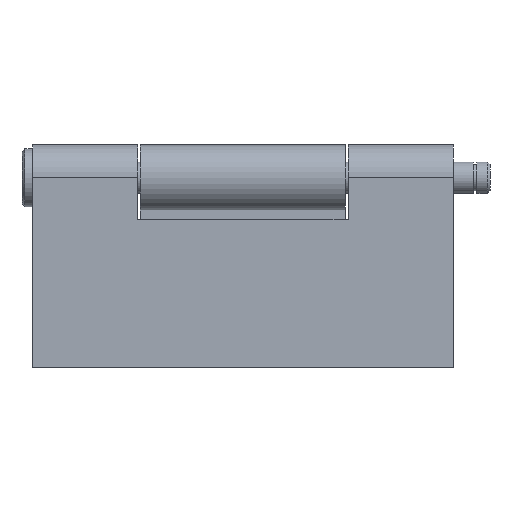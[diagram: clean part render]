
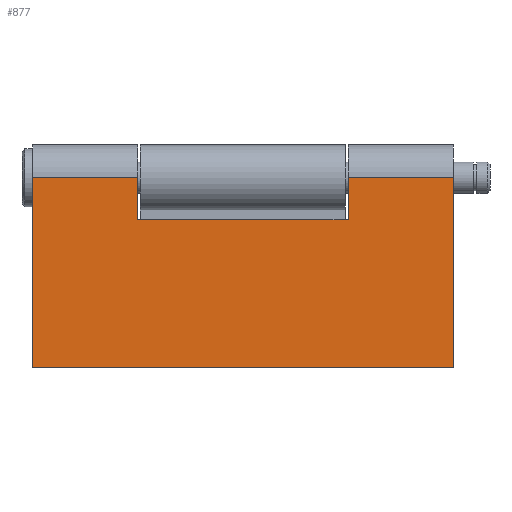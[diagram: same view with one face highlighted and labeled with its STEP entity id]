
A CAD part, left-side view. The second image highlights one B-rep face of the part: STEP entity #877.
In plain terms, the highlighted planar face has unit normal (-1, 0, 0).
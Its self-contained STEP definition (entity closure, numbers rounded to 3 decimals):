
#97 = VECTOR ( 'NONE', #2063, 1000. ) ;
#99 = EDGE_LOOP ( 'NONE', ( #323, #325, #324, #321, #322, #320, #891, #910 ) ) ;
#320 = ORIENTED_EDGE ( 'NONE', *, *, #800, .T. ) ;
#321 = ORIENTED_EDGE ( 'NONE', *, *, #757, .F. ) ;
#322 = ORIENTED_EDGE ( 'NONE', *, *, #760, .T. ) ;
#323 = ORIENTED_EDGE ( 'NONE', *, *, #753, .T. ) ;
#324 = ORIENTED_EDGE ( 'NONE', *, *, #755, .F. ) ;
#325 = ORIENTED_EDGE ( 'NONE', *, *, #814, .T. ) ;
#456 = EDGE_CURVE ( 'NONE', #2363, #2343, #1814, .T. ) ;
#465 = EDGE_CURVE ( 'NONE', #2369, #2363, #1841, .T. ) ;
#611 = AXIS2_PLACEMENT_3D ( 'NONE', #2177, #2178, #2179 ) ;
#619 = FACE_OUTER_BOUND ( 'NONE', #99, .T. ) ;
#630 = VECTOR ( 'NONE', #1253, 1000. ) ;
#634 = VECTOR ( 'NONE', #1117, 1000. ) ;
#636 = VECTOR ( 'NONE', #1124, 1000. ) ;
#637 = VECTOR ( 'NONE', #1111, 1000. ) ;
#640 = VECTOR ( 'NONE', #1133, 1000. ) ;
#753 = EDGE_CURVE ( 'NONE', #2343, #2383, #1109, .T. ) ;
#755 = EDGE_CURVE ( 'NONE', #1980, #2381, #1115, .T. ) ;
#757 = EDGE_CURVE ( 'NONE', #2002, #1980, #1122, .T. ) ;
#760 = EDGE_CURVE ( 'NONE', #2002, #2370, #1131, .T. ) ;
#800 = EDGE_CURVE ( 'NONE', #2370, #2369, #1251, .T. ) ;
#814 = EDGE_CURVE ( 'NONE', #2383, #2381, #2061, .T. ) ;
#877 = ADVANCED_FACE ( 'NONE', ( #619 ), #2176, .T. ) ;
#891 = ORIENTED_EDGE ( 'NONE', *, *, #465, .T. ) ;
#910 = ORIENTED_EDGE ( 'NONE', *, *, #456, .T. ) ;
#939 = VECTOR ( 'NONE', #1843, 1000. ) ;
#978 = VECTOR ( 'NONE', #1816, 1000. ) ;
#1109 = LINE ( 'NONE', #1110, #637 ) ;
#1110 = CARTESIAN_POINT ( 'NONE',  ( -6.25, 20., 6.25 ) ) ;
#1111 = DIRECTION ( 'NONE',  ( 0., 0., 1. ) ) ;
#1115 = LINE ( 'NONE', #1116, #634 ) ;
#1116 = CARTESIAN_POINT ( 'NONE',  ( -6.25, 40., 0. ) ) ;
#1117 = DIRECTION ( 'NONE',  ( 0., 0., 1. ) ) ;
#1122 = LINE ( 'NONE', #1123, #636 ) ;
#1123 = CARTESIAN_POINT ( 'NONE',  ( -6.25, -40., -36. ) ) ;
#1124 = DIRECTION ( 'NONE',  ( 0., 1., 0. ) ) ;
#1131 = LINE ( 'NONE', #1132, #640 ) ;
#1132 = CARTESIAN_POINT ( 'NONE',  ( -6.25, -40., 0. ) ) ;
#1133 = DIRECTION ( 'NONE',  ( 0., 0., 1. ) ) ;
#1251 = LINE ( 'NONE', #1252, #630 ) ;
#1252 = CARTESIAN_POINT ( 'NONE',  ( -6.25, -40., 0. ) ) ;
#1253 = DIRECTION ( 'NONE',  ( 0., 1., 0. ) ) ;
#1814 = LINE ( 'NONE', #1815, #978 ) ;
#1815 = CARTESIAN_POINT ( 'NONE',  ( -6.25, 20., -8. ) ) ;
#1816 = DIRECTION ( 'NONE',  ( 0., 1., 0. ) ) ;
#1841 = LINE ( 'NONE', #1842, #939 ) ;
#1842 = CARTESIAN_POINT ( 'NONE',  ( -6.25, -20., 6.25 ) ) ;
#1843 = DIRECTION ( 'NONE',  ( 0., 0., -1. ) ) ;
#1980 = VERTEX_POINT ( 'NONE', #2245 ) ;
#2002 = VERTEX_POINT ( 'NONE', #2266 ) ;
#2061 = LINE ( 'NONE', #2062, #97 ) ;
#2062 = CARTESIAN_POINT ( 'NONE',  ( -6.25, -40., 0. ) ) ;
#2063 = DIRECTION ( 'NONE',  ( 0., 1., 0. ) ) ;
#2176 = PLANE ( 'NONE',  #611 ) ;
#2177 = CARTESIAN_POINT ( 'NONE',  ( -6.25, -40., 0. ) ) ;
#2178 = DIRECTION ( 'NONE',  ( -1., 0., 0. ) ) ;
#2179 = DIRECTION ( 'NONE',  ( 0., 0., 1. ) ) ;
#2245 = CARTESIAN_POINT ( 'NONE',  ( -6.25, 40., -36. ) ) ;
#2266 = CARTESIAN_POINT ( 'NONE',  ( -6.25, -40., -36. ) ) ;
#2282 = CARTESIAN_POINT ( 'NONE',  ( -6.25, 20., -8. ) ) ;
#2295 = CARTESIAN_POINT ( 'NONE',  ( -6.25, -20., -8. ) ) ;
#2301 = CARTESIAN_POINT ( 'NONE',  ( -6.25, -20., 0. ) ) ;
#2302 = CARTESIAN_POINT ( 'NONE',  ( -6.25, -40., 0. ) ) ;
#2311 = CARTESIAN_POINT ( 'NONE',  ( -6.25, 40., 0. ) ) ;
#2313 = CARTESIAN_POINT ( 'NONE',  ( -6.25, 20., 0. ) ) ;
#2343 = VERTEX_POINT ( 'NONE', #2282 ) ;
#2363 = VERTEX_POINT ( 'NONE', #2295 ) ;
#2369 = VERTEX_POINT ( 'NONE', #2301 ) ;
#2370 = VERTEX_POINT ( 'NONE', #2302 ) ;
#2381 = VERTEX_POINT ( 'NONE', #2311 ) ;
#2383 = VERTEX_POINT ( 'NONE', #2313 ) ;
